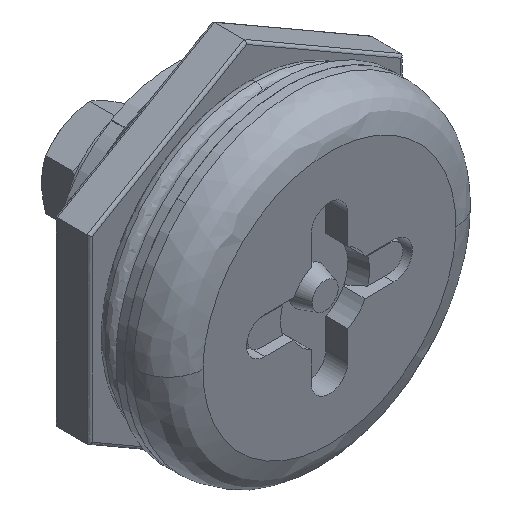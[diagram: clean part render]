
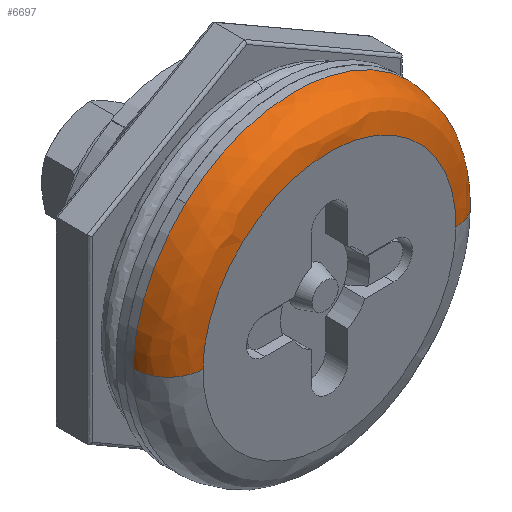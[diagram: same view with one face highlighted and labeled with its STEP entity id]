
A CAD part, isometric view. The second image highlights one B-rep face of the part: STEP entity #6697.
In plain terms, the highlighted free-form (B-spline) face has degree [2, 2] with [7, 3] control points.
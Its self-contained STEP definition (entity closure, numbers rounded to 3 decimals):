
#6402=CARTESIAN_POINT('',(-12.498,-1.,13.64));
#6403=VERTEX_POINT('',#6402);
#6404=CARTESIAN_POINT('',(-18.499,-1.,0.232));
#6405=VERTEX_POINT('',#6404);
#6406=CARTESIAN_POINT('',(-12.498,-1.,13.64));
#6407=CARTESIAN_POINT('',(-18.398,-1.,8.234));
#6408=CARTESIAN_POINT('',(-18.499,-1.,0.232));
#6416=(BOUNDED_CURVE()B_SPLINE_CURVE(2,(#6406,#6407,#6408),.UNSPECIFIED.,.F.,.U.)B_SPLINE_CURVE_WITH_KNOTS((3,3),(0.118,0.248),.UNSPECIFIED.)CURVE()GEOMETRIC_REPRESENTATION_ITEM()RATIONAL_B_SPLINE_CURVE((0.854,0.846,0.995))REPRESENTATION_ITEM(''));
#6417=EDGE_CURVE('',#6403,#6405,#6416,.T.);
#6484=CARTESIAN_POINT('',(0.,-1.,18.5));
#6485=VERTEX_POINT('',#6484);
#6486=CARTESIAN_POINT('',(0.,-1.,18.5));
#6487=CARTESIAN_POINT('',(-7.194,-1.,18.5));
#6488=CARTESIAN_POINT('',(-12.498,-1.,13.64));
#6496=(BOUNDED_CURVE()B_SPLINE_CURVE(2,(#6486,#6487,#6488),.UNSPECIFIED.,.F.,.U.)B_SPLINE_CURVE_WITH_KNOTS((3,3),(0.0,0.118),.UNSPECIFIED.)CURVE()GEOMETRIC_REPRESENTATION_ITEM()RATIONAL_B_SPLINE_CURVE((1.0,0.861,0.854))REPRESENTATION_ITEM(''));
#6497=EDGE_CURVE('',#6485,#6403,#6496,.T.);
#6499=CARTESIAN_POINT('',(18.499,-1.,-0.232));
#6500=VERTEX_POINT('',#6499);
#6501=CARTESIAN_POINT('',(18.499,-1.,-0.232));
#6502=CARTESIAN_POINT('',(18.5,-1.,-0.116));
#6503=CARTESIAN_POINT('',(18.5,-1.,0.));
#6504=CARTESIAN_POINT('',(18.5,-1.,18.5));
#6505=CARTESIAN_POINT('',(0.,-1.,18.5));
#6513=(BOUNDED_CURVE()B_SPLINE_CURVE(2,(#6501,#6502,#6503,#6504,#6505),.UNSPECIFIED.,.F.,.U.)B_SPLINE_CURVE_WITH_KNOTS((3,2,3),(0.748,0.75,1.0),.UNSPECIFIED.)CURVE()GEOMETRIC_REPRESENTATION_ITEM()RATIONAL_B_SPLINE_CURVE((0.995,0.997,1.0,0.707,1.0))REPRESENTATION_ITEM(''));
#6514=EDGE_CURVE('',#6500,#6485,#6513,.T.);
#6568=CARTESIAN_POINT('',(14.499,-5.,-0.182));
#6569=VERTEX_POINT('',#6568);
#6570=CARTESIAN_POINT('',(18.499,-1.,-0.232));
#6571=CARTESIAN_POINT('',(18.499,-5.,-0.232));
#6572=CARTESIAN_POINT('',(14.499,-5.,-0.182));
#6580=(BOUNDED_CURVE()B_SPLINE_CURVE(2,(#6570,#6571,#6572),.UNSPECIFIED.,.F.,.U.)B_SPLINE_CURVE_WITH_KNOTS((3,3),(-1.725,-0.275),.UNSPECIFIED.)CURVE()GEOMETRIC_REPRESENTATION_ITEM()RATIONAL_B_SPLINE_CURVE((0.883,0.625,0.883))REPRESENTATION_ITEM(''));
#6581=EDGE_CURVE('',#6500,#6569,#6580,.T.);
#6598=CARTESIAN_POINT('',(-14.499,-5.,0.182));
#6599=VERTEX_POINT('',#6598);
#6615=CARTESIAN_POINT('',(-18.499,-1.,0.232));
#6616=CARTESIAN_POINT('',(-18.499,-5.,0.232));
#6617=CARTESIAN_POINT('',(-14.499,-5.,0.182));
#6625=(BOUNDED_CURVE()B_SPLINE_CURVE(2,(#6615,#6616,#6617),.UNSPECIFIED.,.F.,.U.)B_SPLINE_CURVE_WITH_KNOTS((3,3),(-1.725,-0.275),.UNSPECIFIED.)CURVE()GEOMETRIC_REPRESENTATION_ITEM()RATIONAL_B_SPLINE_CURVE((0.883,0.625,0.883))REPRESENTATION_ITEM(''));
#6626=EDGE_CURVE('',#6405,#6599,#6625,.T.);
#6631=CARTESIAN_POINT('',(18.482,-0.722,-0.749));
#6632=CARTESIAN_POINT('',(18.486,-0.722,-0.492));
#6633=CARTESIAN_POINT('',(18.721,-0.722,18.257));
#6634=CARTESIAN_POINT('',(0.232,-0.722,18.489));
#6635=CARTESIAN_POINT('',(-18.257,-0.722,18.721));
#6636=CARTESIAN_POINT('',(-18.492,-0.722,-0.028));
#6637=CARTESIAN_POINT('',(-18.495,-0.722,-0.285));
#6638=CARTESIAN_POINT('',(18.802,-5.31,-0.762));
#6639=CARTESIAN_POINT('',(18.805,-5.31,-0.501));
#6640=CARTESIAN_POINT('',(19.045,-5.31,18.572));
#6641=CARTESIAN_POINT('',(0.236,-5.31,18.809));
#6642=CARTESIAN_POINT('',(-18.572,-5.31,19.045));
#6643=CARTESIAN_POINT('',(-18.812,-5.31,-0.028));
#6644=CARTESIAN_POINT('',(-18.815,-5.31,-0.289));
#6645=CARTESIAN_POINT('',(14.216,-4.99,-0.576));
#6646=CARTESIAN_POINT('',(14.218,-4.99,-0.379));
#6647=CARTESIAN_POINT('',(14.399,-4.99,14.042));
#6648=CARTESIAN_POINT('',(0.179,-4.99,14.221));
#6649=CARTESIAN_POINT('',(-14.042,-4.99,14.399));
#6650=CARTESIAN_POINT('',(-14.223,-4.99,-0.021));
#6651=CARTESIAN_POINT('',(-14.226,-4.99,-0.219));
#6659=(BOUNDED_SURFACE()B_SPLINE_SURFACE(2,2,((#6631,#6638,#6645),(#6632,#6639,#6646),(#6633,#6640,#6647),(#6634,#6641,#6648),(#6635,#6642,#6649),(#6636,#6643,#6650),(#6637,#6644,#6651)),.UNSPECIFIED.,.F.,.F.,.U.)B_SPLINE_SURFACE_WITH_KNOTS((3,1,2,1,3),(3,3),(0.0,0.613,31.248,61.884,62.497),(0.0,7.291),.UNSPECIFIED.)GEOMETRIC_REPRESENTATION_ITEM()RATIONAL_B_SPLINE_SURFACE(((0.921,0.604,0.921),(0.916,0.601,0.916),(0.644,0.422,0.644),(0.91,0.597,0.91),(0.644,0.422,0.644),(0.916,0.601,0.916),(0.921,0.604,0.921)))REPRESENTATION_ITEM('')SURFACE());
#6660=ORIENTED_EDGE('',*,*,#6497,.T.);
#6661=ORIENTED_EDGE('',*,*,#6417,.T.);
#6662=ORIENTED_EDGE('',*,*,#6626,.T.);
#6663=CARTESIAN_POINT('',(0.,-5.,14.5));
#6664=VERTEX_POINT('',#6663);
#6665=CARTESIAN_POINT('',(0.,-5.,14.5));
#6666=CARTESIAN_POINT('',(-14.319,-5.,14.5));
#6667=CARTESIAN_POINT('',(-14.499,-5.,0.182));
#6675=(BOUNDED_CURVE()B_SPLINE_CURVE(2,(#6665,#6666,#6667),.UNSPECIFIED.,.F.,.U.)B_SPLINE_CURVE_WITH_KNOTS((3,3),(0.0,0.248),.UNSPECIFIED.)CURVE()GEOMETRIC_REPRESENTATION_ITEM()RATIONAL_B_SPLINE_CURVE((1.0,0.71,0.995))REPRESENTATION_ITEM(''));
#6676=EDGE_CURVE('',#6664,#6599,#6675,.T.);
#6677=ORIENTED_EDGE('',*,*,#6676,.F.);
#6678=CARTESIAN_POINT('',(14.499,-5.,-0.182));
#6679=CARTESIAN_POINT('',(14.5,-5.,-0.091));
#6680=CARTESIAN_POINT('',(14.5,-5.,0.));
#6681=CARTESIAN_POINT('',(14.5,-5.,14.5));
#6682=CARTESIAN_POINT('',(0.,-5.,14.5));
#6690=(BOUNDED_CURVE()B_SPLINE_CURVE(2,(#6678,#6679,#6680,#6681,#6682),.UNSPECIFIED.,.F.,.U.)B_SPLINE_CURVE_WITH_KNOTS((3,2,3),(0.748,0.75,1.0),.UNSPECIFIED.)CURVE()GEOMETRIC_REPRESENTATION_ITEM()RATIONAL_B_SPLINE_CURVE((0.995,0.997,1.0,0.707,1.0))REPRESENTATION_ITEM(''));
#6691=EDGE_CURVE('',#6569,#6664,#6690,.T.);
#6692=ORIENTED_EDGE('',*,*,#6691,.F.);
#6693=ORIENTED_EDGE('',*,*,#6581,.F.);
#6694=ORIENTED_EDGE('',*,*,#6514,.T.);
#6695=EDGE_LOOP('',(#6660,#6661,#6662,#6677,#6692,#6693,#6694));
#6696=FACE_OUTER_BOUND('',#6695,.T.);
#6697=ADVANCED_FACE('',(#6696),#6659,.T.);
